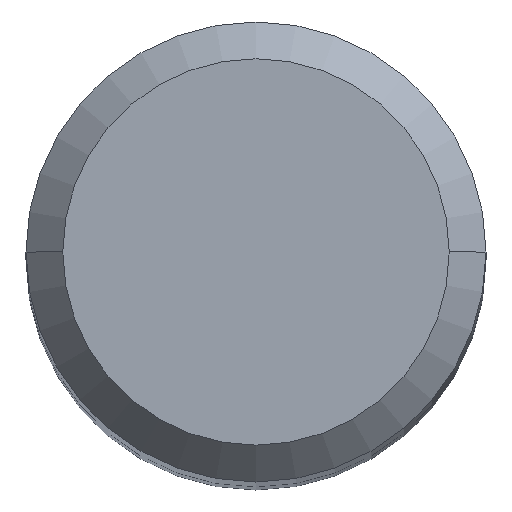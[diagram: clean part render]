
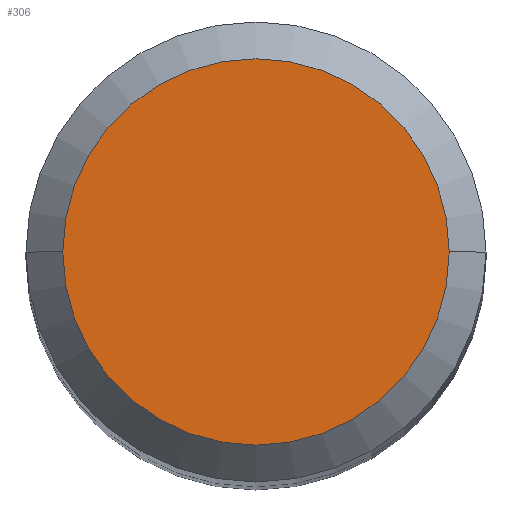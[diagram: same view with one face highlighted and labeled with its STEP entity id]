
A CAD part, top view. The second image highlights one B-rep face of the part: STEP entity #306.
In plain terms, the highlighted planar face has unit normal (0, 0, 1).
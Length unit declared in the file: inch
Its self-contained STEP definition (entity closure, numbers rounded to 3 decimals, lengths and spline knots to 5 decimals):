
#41 = ORIENTED_EDGE ( 'NONE', *, *, #61, .T. ) ;
#61 = EDGE_CURVE ( 'NONE', #98, #266, #95, .T. ) ;
#75 = DIRECTION ( 'NONE',  ( 1., 0., 0. ) ) ;
#83 = PLANE ( 'NONE',  #242 ) ;
#95 = CIRCLE ( 'NONE', #267, 0.105 ) ;
#98 = VERTEX_POINT ( 'NONE', #361 ) ;
#102 = CARTESIAN_POINT ( 'NONE',  ( 0.105, 0., 0. ) ) ;
#110 = DIRECTION ( 'NONE',  ( 0., 0., -1. ) ) ;
#113 = CARTESIAN_POINT ( 'NONE',  ( 0., 0.105, 0. ) ) ;
#144 = ORIENTED_EDGE ( 'NONE', *, *, #166, .T. ) ;
#155 = CARTESIAN_POINT ( 'NONE',  ( 0., 0., 0. ) ) ;
#165 = CIRCLE ( 'NONE', #199, 0.105 ) ;
#166 = EDGE_CURVE ( 'NONE', #266, #98, #165, .T. ) ;
#168 = FACE_OUTER_BOUND ( 'NONE', #231, .T. ) ;
#181 = DIRECTION ( 'NONE',  ( 1., 0., 0. ) ) ;
#199 = AXIS2_PLACEMENT_3D ( 'NONE', #246, #333, #75 ) ;
#200 = DIRECTION ( 'NONE',  ( -1., 0., 0. ) ) ;
#231 = EDGE_LOOP ( 'NONE', ( #41, #144 ) ) ;
#242 = AXIS2_PLACEMENT_3D ( 'NONE', #113, #110, #200 ) ;
#246 = CARTESIAN_POINT ( 'NONE',  ( 0., 0., 0. ) ) ;
#266 = VERTEX_POINT ( 'NONE', #102 ) ;
#267 = AXIS2_PLACEMENT_3D ( 'NONE', #155, #347, #181 ) ;
#306 = ADVANCED_FACE ( 'NONE', ( #168 ), #83, .F. ) ;
#333 = DIRECTION ( 'NONE',  ( 0., 0., 1. ) ) ;
#347 = DIRECTION ( 'NONE',  ( 0., 0., 1. ) ) ;
#361 = CARTESIAN_POINT ( 'NONE',  ( -0.105, 0., 0. ) ) ;
